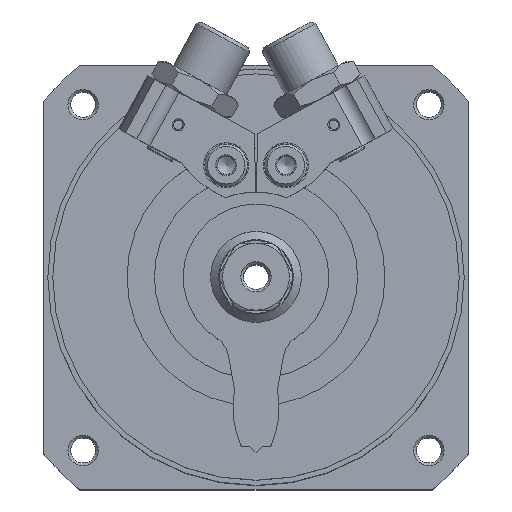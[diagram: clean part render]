
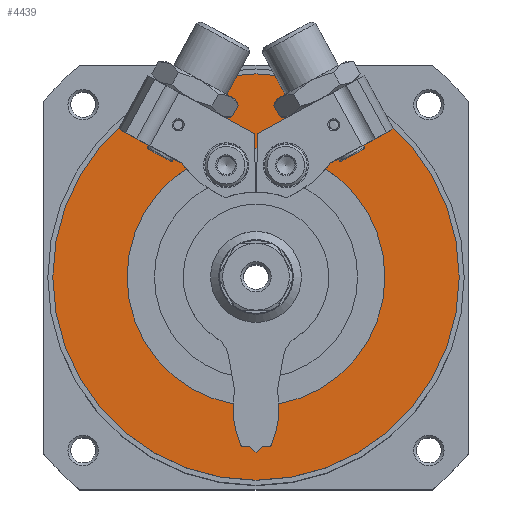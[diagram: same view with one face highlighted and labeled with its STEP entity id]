
A CAD part, top view. The second image highlights one B-rep face of the part: STEP entity #4439.
In plain terms, the highlighted face is planar.
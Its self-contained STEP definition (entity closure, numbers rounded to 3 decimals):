
#198=PLANE('',#4907);
#900=ORIENTED_EDGE('',*,*,#1999,.F.);
#901=ORIENTED_EDGE('',*,*,#2000,.T.);
#1999=EDGE_CURVE('',#2560,#2560,#2986,.T.);
#2000=EDGE_CURVE('',#2561,#2561,#2987,.T.);
#2560=VERTEX_POINT('',#7151);
#2561=VERTEX_POINT('',#7153);
#2986=CIRCLE('',#4908,33.5);
#2987=CIRCLE('',#4909,21.25);
#3311=EDGE_LOOP('',(#900));
#3312=EDGE_LOOP('',(#901));
#3836=FACE_BOUND('',#3311,.T.);
#3837=FACE_BOUND('',#3312,.T.);
#4439=ADVANCED_FACE('',(#3836,#3837),#198,.F.);
#4907=AXIS2_PLACEMENT_3D('',#7149,#5638,#5639);
#4908=AXIS2_PLACEMENT_3D('',#7150,#5640,#5641);
#4909=AXIS2_PLACEMENT_3D('',#7152,#5642,#5643);
#5638=DIRECTION('',(1.,0.,0.));
#5639=DIRECTION('',(0.,0.,-1.));
#5640=DIRECTION('',(1.,0.,0.));
#5641=DIRECTION('',(0.,0.,-1.));
#5642=DIRECTION('',(1.,0.,0.));
#5643=DIRECTION('',(0.,0.,-1.));
#7149=CARTESIAN_POINT('',(-63.,0.,0.));
#7150=CARTESIAN_POINT('',(-63.,0.,0.));
#7151=CARTESIAN_POINT('',(-63.,0.,-33.5));
#7152=CARTESIAN_POINT('',(-63.,0.,0.));
#7153=CARTESIAN_POINT('',(-63.,0.,-21.25));
